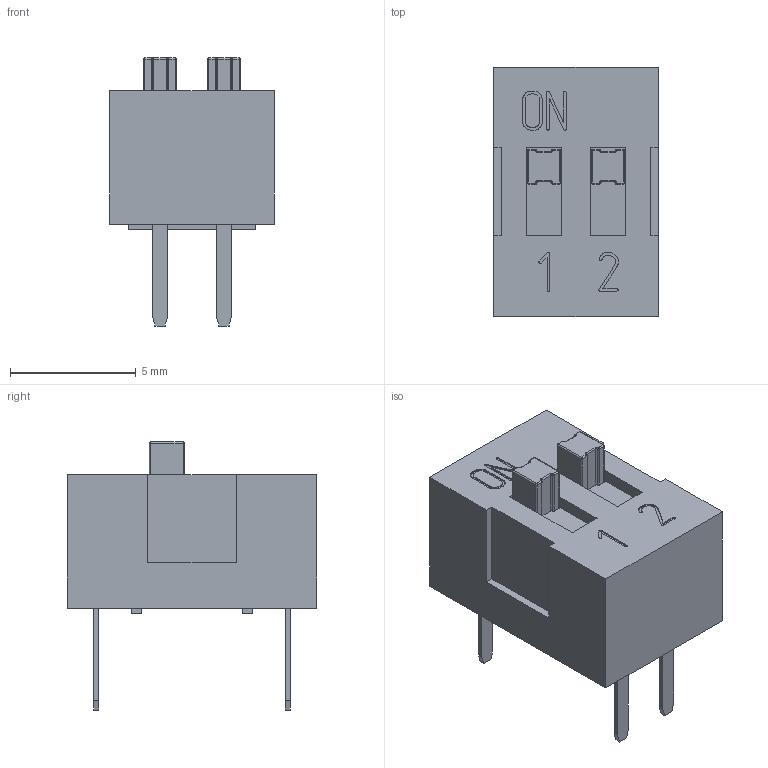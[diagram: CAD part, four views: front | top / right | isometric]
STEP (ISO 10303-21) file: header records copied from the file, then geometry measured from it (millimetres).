
FILE_DESCRIPTION(('FreeCAD Model'),'2;1');
FILE_NAME('Open CASCADE Shape Model','2024-02-17T14:24:54',(''),(''), 'Open CASCADE STEP processor 7.6','FreeCAD','Unknown');
FILE_SCHEMA(('AUTOMOTIVE_DESIGN { 1 0 10303 214 1 1 1 1 }'));
Length unit declared in the file: millimetre
Products named in the file (1): DIP_switch
Bounding box: 6.54 x 9.9 x 10.65 mm (x, y, z)
Volume: 339.7 mm3; surface area: 368.6 mm2
Topology: 1 solids, 1 shells, 356 faces, 977 edges, 622 vertices
Faces by surface type: plane 226, cylinder 106, sphere 16, torus 8
Entity records: 13602 total; most frequent: CARTESIAN_POINT 1940, ORIENTED_EDGE 1922, DIRECTION 1903, EDGE_CURVE 961, LINE 733, VECTOR 733, VERTEX_POINT 622, AXIS2_PLACEMENT_3D 585
